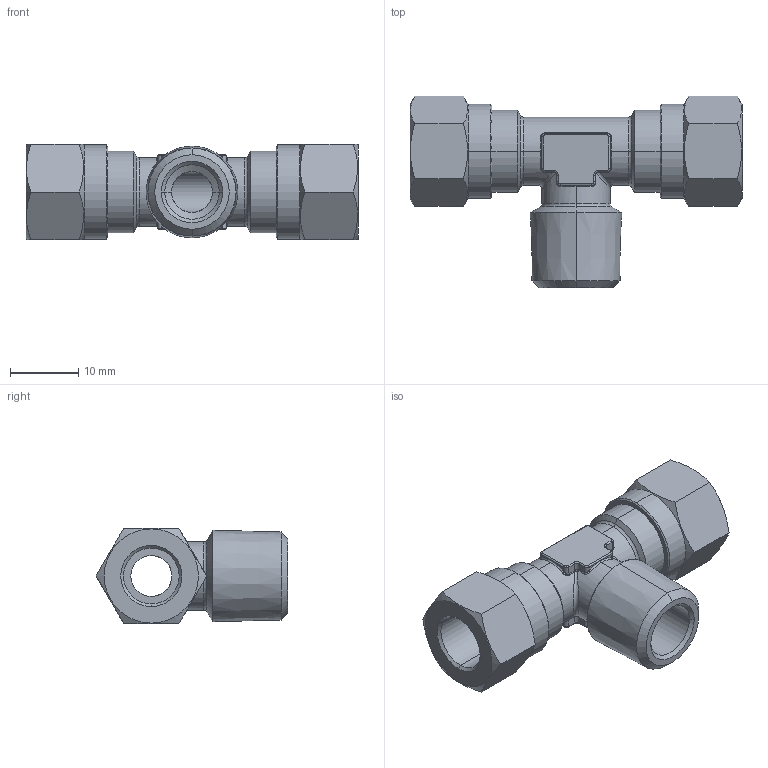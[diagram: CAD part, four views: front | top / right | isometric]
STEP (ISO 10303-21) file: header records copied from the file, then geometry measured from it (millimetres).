
FILE_DESCRIPTION (( 'STEP AP203' ), '1' );
FILE_NAME ('03090042.STEP', '2011-11-02T10:01:35', ( '' ), ( 'sopra-pneumatic' ), 'SwSTEP 2.0', 'SolidWorks 2011', '' );
FILE_SCHEMA (( 'CONFIG_CONTROL_DESIGN' ));
Length unit declared in the file: millimetre
Products named in the file (1): 03090042
Bounding box: 48.65 x 28.08 x 14 mm (x, y, z)
Volume: 5363 mm3; surface area: 4481.8 mm2
Topology: 1 solids, 1 shells, 190 faces, 440 edges, 256 vertices
Faces by surface type: cylinder 66, plane 38, cone 30, torus 30, bspline 26
Entity records: 6161 total; most frequent: CARTESIAN_POINT 1923, DIRECTION 882, ORIENTED_EDGE 880, EDGE_CURVE 440, AXIS2_PLACEMENT_3D 365, VERTEX_POINT 256, CIRCLE 200, EDGE_LOOP 198
